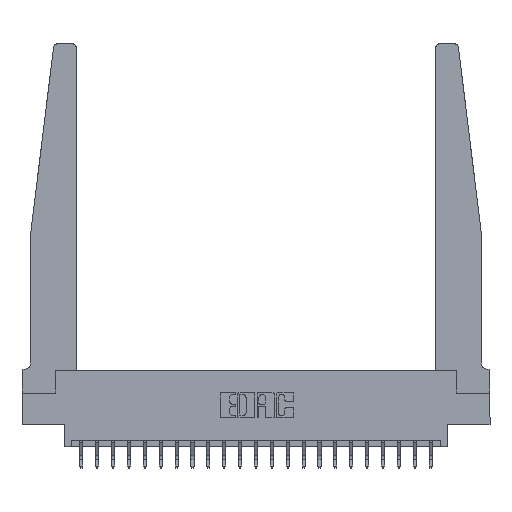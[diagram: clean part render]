
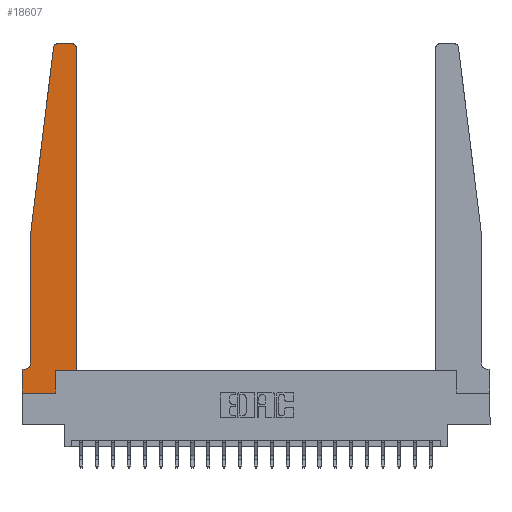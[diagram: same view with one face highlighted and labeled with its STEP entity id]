
A CAD part, top view. The second image highlights one B-rep face of the part: STEP entity #18607.
In plain terms, the highlighted planar face has unit normal (0, 0, 1).
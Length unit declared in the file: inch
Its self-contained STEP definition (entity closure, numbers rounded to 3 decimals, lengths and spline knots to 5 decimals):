
#201 = VECTOR ( 'NONE', #7027, 39.37008 ) ;
#614 = CIRCLE ( 'NONE', #1367, 0.03 ) ;
#904 = LINE ( 'NONE', #17244, #19099 ) ;
#977 = VECTOR ( 'NONE', #17711, 39.37008 ) ;
#1107 = ORIENTED_EDGE ( 'NONE', *, *, #9176, .T. ) ;
#1208 = CARTESIAN_POINT ( 'NONE',  ( 0.425, 0.18, 0.37 ) ) ;
#1209 = LINE ( 'NONE', #7781, #14772 ) ;
#1231 = LINE ( 'NONE', #13577, #20521 ) ;
#1341 = VERTEX_POINT ( 'NONE', #20690 ) ;
#1367 = AXIS2_PLACEMENT_3D ( 'NONE', #17861, #7313, #19596 ) ;
#1769 = VECTOR ( 'NONE', #4031, 39.37008 ) ;
#2082 = CIRCLE ( 'NONE', #8767, 0.05 ) ;
#2259 = DIRECTION ( 'NONE',  ( 0., 0., -1. ) ) ;
#2276 = VERTEX_POINT ( 'NONE', #20331 ) ;
#2456 = VECTOR ( 'NONE', #18050, 39.37008 ) ;
#2965 = DIRECTION ( 'NONE',  ( 0., 1., 0. ) ) ;
#3556 = DIRECTION ( 'NONE',  ( 0., 0., 1. ) ) ;
#3833 = EDGE_CURVE ( 'NONE', #1341, #12985, #10978, .T. ) ;
#4031 = DIRECTION ( 'NONE',  ( 0., -1., 0. ) ) ;
#4288 = VERTEX_POINT ( 'NONE', #10270 ) ;
#4438 = AXIS2_PLACEMENT_3D ( 'NONE', #14169, #3556, #15940 ) ;
#4583 = VERTEX_POINT ( 'NONE', #14871 ) ;
#4832 = LINE ( 'NONE', #19322, #201 ) ;
#4862 = DIRECTION ( 'NONE',  ( 1., 0., 0. ) ) ;
#5372 = CARTESIAN_POINT ( 'NONE',  ( 0.425, 2.72, 0.37 ) ) ;
#5521 = ORIENTED_EDGE ( 'NONE', *, *, #9841, .T. ) ;
#5613 = ORIENTED_EDGE ( 'NONE', *, *, #20614, .T. ) ;
#5620 = VERTEX_POINT ( 'NONE', #5372 ) ;
#5660 = DIRECTION ( 'NONE',  ( -1., 0., 0. ) ) ;
#6017 = CARTESIAN_POINT ( 'NONE',  ( 0.395, 2.75, 0.37 ) ) ;
#6312 = ORIENTED_EDGE ( 'NONE', *, *, #3833, .T. ) ;
#6675 = CARTESIAN_POINT ( 'NONE',  ( 0., 0., 0.37 ) ) ;
#7027 = DIRECTION ( 'NONE',  ( 1., 0., 0. ) ) ;
#7085 = PLANE ( 'NONE',  #17453 ) ;
#7313 = DIRECTION ( 'NONE',  ( 0., 0., 1. ) ) ;
#7523 = EDGE_LOOP ( 'NONE', ( #5613, #18048, #6312, #9056, #19767, #11391, #11839, #11616, #13992, #1107, #22639, #5521 ) ) ;
#7781 = CARTESIAN_POINT ( 'NONE',  ( 0.2605, 0.18, 0.37 ) ) ;
#8055 = VERTEX_POINT ( 'NONE', #16013 ) ;
#8767 = AXIS2_PLACEMENT_3D ( 'NONE', #12874, #2259, #14658 ) ;
#8881 = DIRECTION ( 'NONE',  ( 0., 0., 1. ) ) ;
#9050 = FACE_OUTER_BOUND ( 'NONE', #7523, .T. ) ;
#9056 = ORIENTED_EDGE ( 'NONE', *, *, #20688, .T. ) ;
#9176 = EDGE_CURVE ( 'NONE', #13876, #20272, #904, .T. ) ;
#9181 = EDGE_CURVE ( 'NONE', #2276, #8055, #14481, .T. ) ;
#9187 = CARTESIAN_POINT ( 'NONE',  ( 0.25, 2.75, 0.37 ) ) ;
#9289 = CARTESIAN_POINT ( 'NONE',  ( 0.065, 0.1875, 0.37 ) ) ;
#9405 = CARTESIAN_POINT ( 'NONE',  ( 0.065, 1.25, 0.37 ) ) ;
#9415 = EDGE_CURVE ( 'NONE', #4288, #1341, #614, .T. ) ;
#9564 = DIRECTION ( 'NONE',  ( 0., 1., 0. ) ) ;
#9841 = EDGE_CURVE ( 'NONE', #5620, #12207, #11132, .T. ) ;
#10270 = CARTESIAN_POINT ( 'NONE',  ( 0.27653, 2.75, 0.37 ) ) ;
#10978 = LINE ( 'NONE', #21197, #977 ) ;
#11076 = EDGE_CURVE ( 'NONE', #21204, #2276, #11894, .T. ) ;
#11132 = CIRCLE ( 'NONE', #4438, 0.03 ) ;
#11391 = ORIENTED_EDGE ( 'NONE', *, *, #11076, .T. ) ;
#11616 = ORIENTED_EDGE ( 'NONE', *, *, #13646, .T. ) ;
#11839 = ORIENTED_EDGE ( 'NONE', *, *, #9181, .T. ) ;
#11894 = LINE ( 'NONE', #9289, #2456 ) ;
#12207 = VERTEX_POINT ( 'NONE', #6017 ) ;
#12440 = VERTEX_POINT ( 'NONE', #22337 ) ;
#12844 = LINE ( 'NONE', #9187, #16957 ) ;
#12874 = CARTESIAN_POINT ( 'NONE',  ( 0.015, 0.2375, 0.37 ) ) ;
#12985 = VERTEX_POINT ( 'NONE', #15618 ) ;
#13577 = CARTESIAN_POINT ( 'NONE',  ( 0.425, 0.18, 0.37 ) ) ;
#13646 = EDGE_CURVE ( 'NONE', #8055, #12440, #4832, .T. ) ;
#13876 = VERTEX_POINT ( 'NONE', #16420 ) ;
#13992 = ORIENTED_EDGE ( 'NONE', *, *, #20717, .T. ) ;
#14169 = CARTESIAN_POINT ( 'NONE',  ( 0.395, 2.72, 0.37 ) ) ;
#14481 = LINE ( 'NONE', #6675, #18569 ) ;
#14658 = DIRECTION ( 'NONE',  ( -1., 0., 0. ) ) ;
#14772 = VECTOR ( 'NONE', #9564, 39.37008 ) ;
#14871 = CARTESIAN_POINT ( 'NONE',  ( 0.065, 0.2375, 0.37 ) ) ;
#15618 = CARTESIAN_POINT ( 'NONE',  ( 0.065, 1.25, 0.37 ) ) ;
#15877 = LINE ( 'NONE', #9405, #1769 ) ;
#15940 = DIRECTION ( 'NONE',  ( 1., 0., 0. ) ) ;
#16013 = CARTESIAN_POINT ( 'NONE',  ( 0., 0., 0.37 ) ) ;
#16420 = CARTESIAN_POINT ( 'NONE',  ( 0.2605, 0.18, 0.37 ) ) ;
#16957 = VECTOR ( 'NONE', #5660, 39.37008 ) ;
#17244 = CARTESIAN_POINT ( 'NONE',  ( 0.425, 0.18, 0.37 ) ) ;
#17453 = AXIS2_PLACEMENT_3D ( 'NONE', #17645, #8881, #21134 ) ;
#17619 = CARTESIAN_POINT ( 'NONE',  ( 0.015, 0.1875, 0.37 ) ) ;
#17645 = CARTESIAN_POINT ( 'NONE',  ( 0., 0.1875, 0.37 ) ) ;
#17711 = DIRECTION ( 'NONE',  ( -0.122, -0.992, 0. ) ) ;
#17861 = CARTESIAN_POINT ( 'NONE',  ( 0.27653, 2.72, 0.37 ) ) ;
#18048 = ORIENTED_EDGE ( 'NONE', *, *, #9415, .T. ) ;
#18050 = DIRECTION ( 'NONE',  ( -1., 0., 0. ) ) ;
#18569 = VECTOR ( 'NONE', #20745, 39.37008 ) ;
#18607 = ADVANCED_FACE ( 'NONE', ( #9050 ), #7085, .T. ) ;
#18779 = EDGE_CURVE ( 'NONE', #4583, #21204, #2082, .T. ) ;
#19099 = VECTOR ( 'NONE', #4862, 39.37008 ) ;
#19322 = CARTESIAN_POINT ( 'NONE',  ( 0., 0., 0.37 ) ) ;
#19596 = DIRECTION ( 'NONE',  ( 1., 0., 0. ) ) ;
#19767 = ORIENTED_EDGE ( 'NONE', *, *, #18779, .T. ) ;
#20242 = EDGE_CURVE ( 'NONE', #20272, #5620, #1231, .T. ) ;
#20272 = VERTEX_POINT ( 'NONE', #1208 ) ;
#20331 = CARTESIAN_POINT ( 'NONE',  ( 0., 0.1875, 0.37 ) ) ;
#20521 = VECTOR ( 'NONE', #2965, 39.37008 ) ;
#20614 = EDGE_CURVE ( 'NONE', #12207, #4288, #12844, .T. ) ;
#20688 = EDGE_CURVE ( 'NONE', #12985, #4583, #15877, .T. ) ;
#20690 = CARTESIAN_POINT ( 'NONE',  ( 0.24675, 2.72367, 0.37 ) ) ;
#20717 = EDGE_CURVE ( 'NONE', #12440, #13876, #1209, .T. ) ;
#20745 = DIRECTION ( 'NONE',  ( 0., -1., 0. ) ) ;
#21134 = DIRECTION ( 'NONE',  ( 1., 0., 0. ) ) ;
#21197 = CARTESIAN_POINT ( 'NONE',  ( 0.065, 1.25, 0.37 ) ) ;
#21204 = VERTEX_POINT ( 'NONE', #17619 ) ;
#22337 = CARTESIAN_POINT ( 'NONE',  ( 0.2605, 0., 0.37 ) ) ;
#22639 = ORIENTED_EDGE ( 'NONE', *, *, #20242, .T. ) ;
